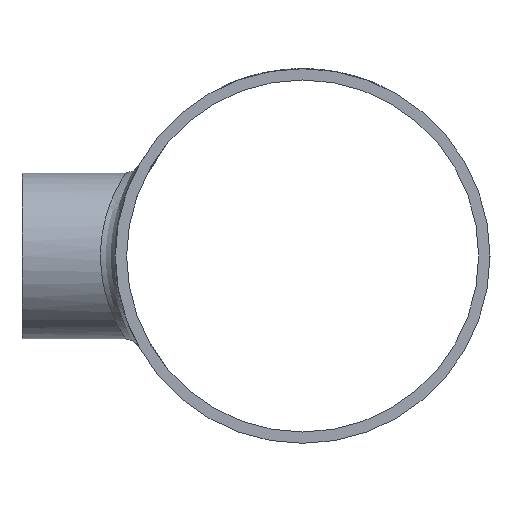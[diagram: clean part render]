
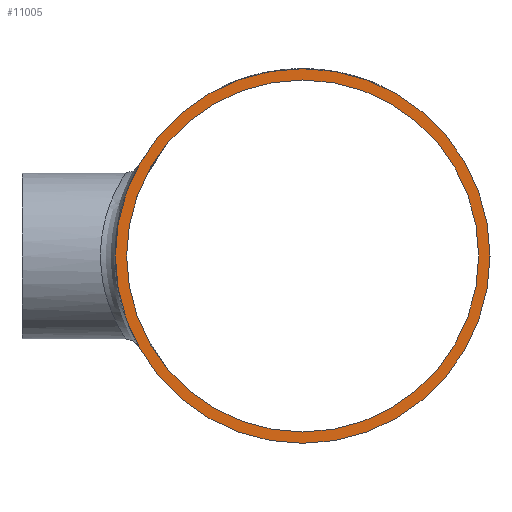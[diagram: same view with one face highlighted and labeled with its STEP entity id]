
A CAD part, left-side view. The second image highlights one B-rep face of the part: STEP entity #11005.
In plain terms, the highlighted planar face has unit normal (-1, 0, 0).
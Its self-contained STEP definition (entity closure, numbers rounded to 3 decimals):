
#535 = AXIS2_PLACEMENT_3D ( 'NONE', #14335, #11102, #3132 ) ;
#785 = EDGE_CURVE ( 'NONE', #1116, #1116, #2381, .T. ) ;
#915 = EDGE_LOOP ( 'NONE', ( #10966 ) ) ;
#1116 = VERTEX_POINT ( 'NONE', #7437 ) ;
#1803 = FACE_BOUND ( 'NONE', #915, .T. ) ;
#2381 = CIRCLE ( 'NONE', #11291, 38.05 ) ;
#2926 = EDGE_LOOP ( 'NONE', ( #14609 ) ) ;
#3132 = DIRECTION ( 'NONE',  ( 0., 0., 1. ) ) ;
#4054 = DIRECTION ( 'NONE',  ( -1., 0., 0. ) ) ;
#4163 = DIRECTION ( 'NONE',  ( -1., 0., 0. ) ) ;
#4877 = PLANE ( 'NONE',  #535 ) ;
#5498 = CARTESIAN_POINT ( 'NONE',  ( -76., 0., 0. ) ) ;
#5816 = CARTESIAN_POINT ( 'NONE',  ( -76., 0., 0. ) ) ;
#6767 = CIRCLE ( 'NONE', #11726, 35.75 ) ;
#7437 = CARTESIAN_POINT ( 'NONE',  ( -76., 0., 38.05 ) ) ;
#7992 = FACE_OUTER_BOUND ( 'NONE', #2926, .T. ) ;
#9086 = VERTEX_POINT ( 'NONE', #15426 ) ;
#10390 = DIRECTION ( 'NONE',  ( 0., 0., 1. ) ) ;
#10394 = EDGE_CURVE ( 'NONE', #9086, #9086, #6767, .T. ) ;
#10966 = ORIENTED_EDGE ( 'NONE', *, *, #10394, .F. ) ;
#11005 = ADVANCED_FACE ( 'NONE', ( #1803, #7992 ), #4877, .T. ) ;
#11102 = DIRECTION ( 'NONE',  ( -1., 0., 0. ) ) ;
#11291 = AXIS2_PLACEMENT_3D ( 'NONE', #5816, #4163, #10390 ) ;
#11726 = AXIS2_PLACEMENT_3D ( 'NONE', #5498, #4054, #11836 ) ;
#11836 = DIRECTION ( 'NONE',  ( 0., 0., 1. ) ) ;
#14335 = CARTESIAN_POINT ( 'NONE',  ( -76., 0., 0. ) ) ;
#14609 = ORIENTED_EDGE ( 'NONE', *, *, #785, .T. ) ;
#15426 = CARTESIAN_POINT ( 'NONE',  ( -76., 0., 35.75 ) ) ;
